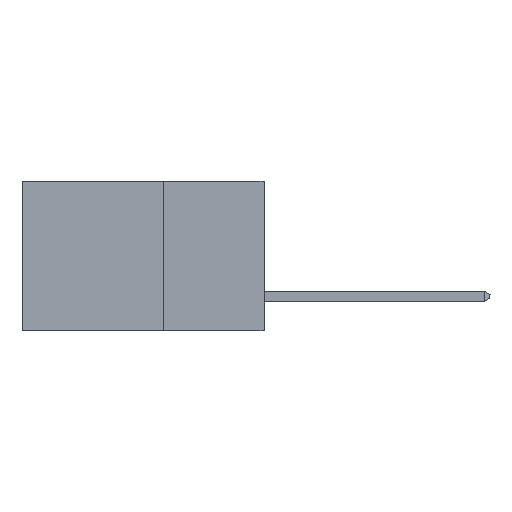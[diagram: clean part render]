
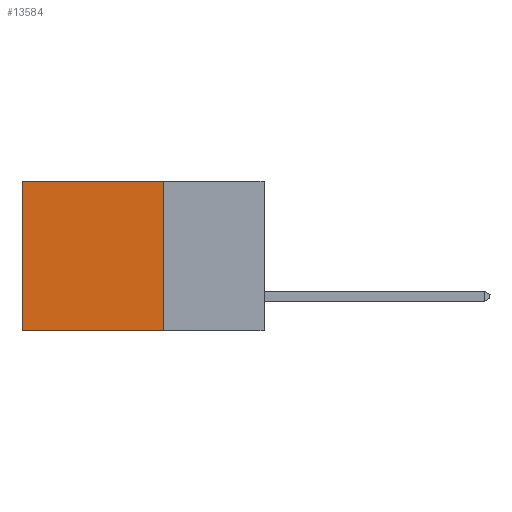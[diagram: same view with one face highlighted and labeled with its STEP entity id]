
A CAD part, left-side view. The second image highlights one B-rep face of the part: STEP entity #13584.
In plain terms, the highlighted planar face has unit normal (-1, 0, 0).
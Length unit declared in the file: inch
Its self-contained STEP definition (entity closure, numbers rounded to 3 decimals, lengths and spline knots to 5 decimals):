
#91 = DIRECTION ( 'NONE',  ( 0., 1., 0. ) ) ;
#366 = ORIENTED_EDGE ( 'NONE', *, *, #1000, .F. ) ;
#796 = DIRECTION ( 'NONE',  ( 0., 0., -1. ) ) ;
#986 = CARTESIAN_POINT ( 'NONE',  ( 0.2615, 0.6, 0. ) ) ;
#1000 = EDGE_CURVE ( 'NONE', #2978, #1894, #1274, .T. ) ;
#1274 = LINE ( 'NONE', #9640, #3164 ) ;
#1423 = EDGE_LOOP ( 'NONE', ( #8740, #366, #3057, #13878 ) ) ;
#1631 = VECTOR ( 'NONE', #9001, 39.37008 ) ;
#1894 = VERTEX_POINT ( 'NONE', #3997 ) ;
#2865 = CARTESIAN_POINT ( 'NONE',  ( 0.2615, 0.6, -0.37 ) ) ;
#2925 = EDGE_CURVE ( 'NONE', #3347, #2978, #8931, .T. ) ;
#2978 = VERTEX_POINT ( 'NONE', #9125 ) ;
#3057 = ORIENTED_EDGE ( 'NONE', *, *, #2925, .F. ) ;
#3164 = VECTOR ( 'NONE', #91, 39.37008 ) ;
#3347 = VERTEX_POINT ( 'NONE', #4630 ) ;
#3991 = DIRECTION ( 'NONE',  ( 0., 0., -1. ) ) ;
#3997 = CARTESIAN_POINT ( 'NONE',  ( 0.2615, 0.6, -0.37 ) ) ;
#4106 = DIRECTION ( 'NONE',  ( 1., 0., 0. ) ) ;
#4177 = FACE_OUTER_BOUND ( 'NONE', #1423, .T. ) ;
#4630 = CARTESIAN_POINT ( 'NONE',  ( 0.2615, 0.25, 0. ) ) ;
#5365 = VECTOR ( 'NONE', #10874, 39.37008 ) ;
#6163 = EDGE_CURVE ( 'NONE', #3347, #12252, #6836, .T. ) ;
#6832 = AXIS2_PLACEMENT_3D ( 'NONE', #7424, #4106, #796 ) ;
#6836 = LINE ( 'NONE', #9957, #5365 ) ;
#7424 = CARTESIAN_POINT ( 'NONE',  ( 0.2615, 0.25, -0.37 ) ) ;
#8291 = LINE ( 'NONE', #2865, #9006 ) ;
#8740 = ORIENTED_EDGE ( 'NONE', *, *, #11064, .T. ) ;
#8931 = LINE ( 'NONE', #12083, #1631 ) ;
#9001 = DIRECTION ( 'NONE',  ( 0., 0., -1. ) ) ;
#9006 = VECTOR ( 'NONE', #3991, 39.37008 ) ;
#9125 = CARTESIAN_POINT ( 'NONE',  ( 0.2615, 0.25, -0.37 ) ) ;
#9640 = CARTESIAN_POINT ( 'NONE',  ( 0.2615, 0.25, -0.37 ) ) ;
#9957 = CARTESIAN_POINT ( 'NONE',  ( 0.2615, 0.25, 0. ) ) ;
#10550 = PLANE ( 'NONE',  #6832 ) ;
#10874 = DIRECTION ( 'NONE',  ( 0., 1., 0. ) ) ;
#11064 = EDGE_CURVE ( 'NONE', #12252, #1894, #8291, .T. ) ;
#12083 = CARTESIAN_POINT ( 'NONE',  ( 0.2615, 0.25, -0.37 ) ) ;
#12252 = VERTEX_POINT ( 'NONE', #986 ) ;
#13584 = ADVANCED_FACE ( 'NONE', ( #4177 ), #10550, .F. ) ;
#13878 = ORIENTED_EDGE ( 'NONE', *, *, #6163, .T. ) ;
